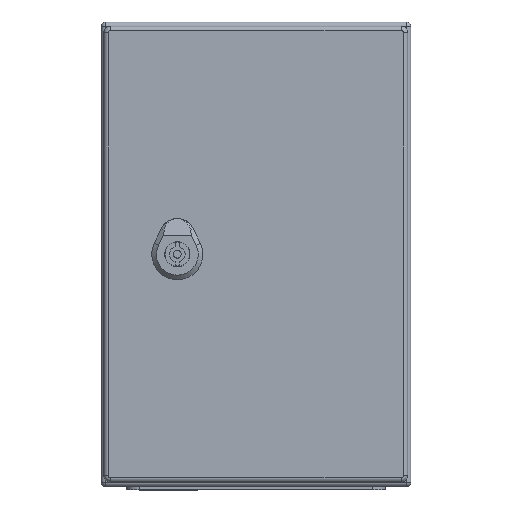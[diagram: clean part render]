
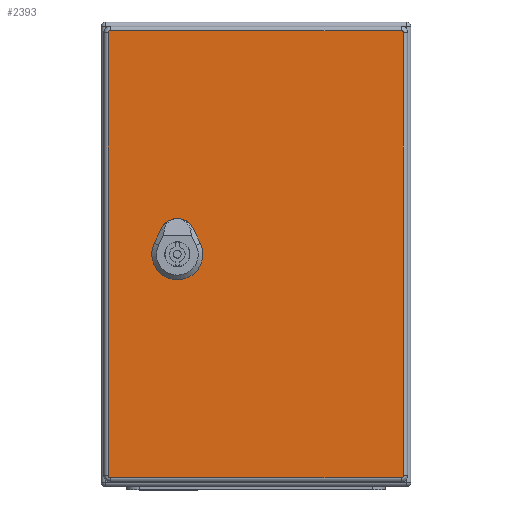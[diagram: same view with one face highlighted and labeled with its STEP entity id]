
A CAD part, top view. The second image highlights one B-rep face of the part: STEP entity #2393.
In plain terms, the highlighted face is planar.
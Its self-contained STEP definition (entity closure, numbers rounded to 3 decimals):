
#1447=FACE_BOUND('',#3580,.T.);
#1448=FACE_BOUND('',#3581,.T.);
#1974=CIRCLE('',#9725,11.25);
#1975=CIRCLE('',#9726,11.25);
#1976=CIRCLE('',#9727,11.25);
#1977=CIRCLE('',#9728,11.25);
#1978=CIRCLE('',#9729,1.4);
#1979=CIRCLE('',#9730,1.4);
#1980=CIRCLE('',#9731,1.4);
#1981=CIRCLE('',#9732,1.4);
#2393=ADVANCED_FACE('',(#1447,#1448),#2676,.F.);
#2676=PLANE('',#9733);
#3580=EDGE_LOOP('',(#5198,#5199,#5200,#5201,#5202,#5203,#5204,#5205));
#3581=EDGE_LOOP('',(#5206,#5207,#5208,#5209,#5210,#5211,#5212,#5213));
#5198=ORIENTED_EDGE('',*,*,#7489,.T.);
#5199=ORIENTED_EDGE('',*,*,#7490,.T.);
#5200=ORIENTED_EDGE('',*,*,#7491,.T.);
#5201=ORIENTED_EDGE('',*,*,#7492,.T.);
#5202=ORIENTED_EDGE('',*,*,#7493,.T.);
#5203=ORIENTED_EDGE('',*,*,#7494,.T.);
#5204=ORIENTED_EDGE('',*,*,#7495,.T.);
#5205=ORIENTED_EDGE('',*,*,#7496,.T.);
#5206=ORIENTED_EDGE('',*,*,#7497,.F.);
#5207=ORIENTED_EDGE('',*,*,#7498,.F.);
#5208=ORIENTED_EDGE('',*,*,#7499,.F.);
#5209=ORIENTED_EDGE('',*,*,#7500,.F.);
#5210=ORIENTED_EDGE('',*,*,#7501,.F.);
#5211=ORIENTED_EDGE('',*,*,#7502,.F.);
#5212=ORIENTED_EDGE('',*,*,#7503,.F.);
#5213=ORIENTED_EDGE('',*,*,#7504,.F.);
#6510=VERTEX_POINT('',#14452);
#6511=VERTEX_POINT('',#14453);
#6512=VERTEX_POINT('',#14455);
#6513=VERTEX_POINT('',#14457);
#6514=VERTEX_POINT('',#14459);
#6515=VERTEX_POINT('',#14461);
#6516=VERTEX_POINT('',#14463);
#6517=VERTEX_POINT('',#14465);
#6518=VERTEX_POINT('',#14468);
#6519=VERTEX_POINT('',#14469);
#6520=VERTEX_POINT('',#14471);
#6521=VERTEX_POINT('',#14473);
#6522=VERTEX_POINT('',#14475);
#6523=VERTEX_POINT('',#14477);
#6524=VERTEX_POINT('',#14479);
#6525=VERTEX_POINT('',#14481);
#7489=EDGE_CURVE('',#6510,#6511,#8262,.T.);
#7490=EDGE_CURVE('',#6511,#6512,#1974,.T.);
#7491=EDGE_CURVE('',#6512,#6513,#8263,.T.);
#7492=EDGE_CURVE('',#6513,#6514,#1975,.T.);
#7493=EDGE_CURVE('',#6514,#6515,#8264,.T.);
#7494=EDGE_CURVE('',#6515,#6516,#1976,.T.);
#7495=EDGE_CURVE('',#6516,#6517,#8265,.T.);
#7496=EDGE_CURVE('',#6517,#6510,#1977,.T.);
#7497=EDGE_CURVE('',#6518,#6519,#1978,.T.);
#7498=EDGE_CURVE('',#6520,#6518,#8266,.T.);
#7499=EDGE_CURVE('',#6521,#6520,#1979,.T.);
#7500=EDGE_CURVE('',#6522,#6521,#8267,.T.);
#7501=EDGE_CURVE('',#6523,#6522,#1980,.T.);
#7502=EDGE_CURVE('',#6524,#6523,#8268,.T.);
#7503=EDGE_CURVE('',#6525,#6524,#1981,.T.);
#7504=EDGE_CURVE('',#6519,#6525,#8269,.T.);
#8262=LINE('',#14451,#8899);
#8263=LINE('',#14456,#8900);
#8264=LINE('',#14460,#8901);
#8265=LINE('',#14464,#8902);
#8266=LINE('',#14470,#8903);
#8267=LINE('',#14474,#8904);
#8268=LINE('',#14478,#8905);
#8269=LINE('',#14482,#8906);
#8899=VECTOR('',#11656,1.);
#8900=VECTOR('',#11659,1.);
#8901=VECTOR('',#11662,1.);
#8902=VECTOR('',#11665,1.);
#8903=VECTOR('',#11670,1.);
#8904=VECTOR('',#11673,1.);
#8905=VECTOR('',#11676,1.);
#8906=VECTOR('',#11679,1.);
#9725=AXIS2_PLACEMENT_3D('',#14454,#11657,#11658);
#9726=AXIS2_PLACEMENT_3D('',#14458,#11660,#11661);
#9727=AXIS2_PLACEMENT_3D('',#14462,#11663,#11664);
#9728=AXIS2_PLACEMENT_3D('',#14466,#11666,#11667);
#9729=AXIS2_PLACEMENT_3D('',#14467,#11668,#11669);
#9730=AXIS2_PLACEMENT_3D('',#14472,#11671,#11672);
#9731=AXIS2_PLACEMENT_3D('',#14476,#11674,#11675);
#9732=AXIS2_PLACEMENT_3D('',#14480,#11677,#11678);
#9733=AXIS2_PLACEMENT_3D('',#14483,#11680,#11681);
#11656=DIRECTION('',(-1.,0.,0.));
#11657=DIRECTION('',(0.,0.,1.));
#11658=DIRECTION('',(1.,0.,0.));
#11659=DIRECTION('',(0.,-1.,0.));
#11660=DIRECTION('',(0.,0.,1.));
#11661=DIRECTION('',(1.,0.,0.));
#11662=DIRECTION('',(1.,0.,0.));
#11663=DIRECTION('',(0.,0.,1.));
#11664=DIRECTION('',(1.,0.,0.));
#11665=DIRECTION('',(0.,1.,0.));
#11666=DIRECTION('',(0.,0.,1.));
#11667=DIRECTION('',(1.,0.,0.));
#11668=DIRECTION('',(0.,0.,1.));
#11669=DIRECTION('',(1.,0.,0.));
#11670=DIRECTION('',(0.,-1.,0.));
#11671=DIRECTION('',(0.,0.,1.));
#11672=DIRECTION('',(1.,0.,0.));
#11673=DIRECTION('',(-1.,0.,0.));
#11674=DIRECTION('',(0.,0.,1.));
#11675=DIRECTION('',(1.,0.,0.));
#11676=DIRECTION('',(0.,1.,0.));
#11677=DIRECTION('',(0.,0.,1.));
#11678=DIRECTION('',(1.,0.,0.));
#11679=DIRECTION('',(1.,0.,0.));
#11680=DIRECTION('',(0.,0.,1.));
#11681=DIRECTION('',(1.,0.,0.));
#14451=CARTESIAN_POINT('',(-93.95,10.2,0.));
#14452=CARTESIAN_POINT('',(55.396,10.2,0.));
#14453=CARTESIAN_POINT('',(45.904,10.2,0.));
#14454=CARTESIAN_POINT('',(50.65,0.,0.));
#14455=CARTESIAN_POINT('',(40.45,4.746,0.));
#14456=CARTESIAN_POINT('',(40.45,143.,0.));
#14457=CARTESIAN_POINT('',(40.45,-4.746,0.));
#14458=CARTESIAN_POINT('',(50.65,0.,0.));
#14459=CARTESIAN_POINT('',(45.904,-10.2,0.));
#14460=CARTESIAN_POINT('',(-93.95,-10.2,0.));
#14461=CARTESIAN_POINT('',(55.396,-10.2,0.));
#14462=CARTESIAN_POINT('',(50.65,0.,0.));
#14463=CARTESIAN_POINT('',(60.85,-4.746,0.));
#14464=CARTESIAN_POINT('',(60.85,143.,0.));
#14465=CARTESIAN_POINT('',(60.85,4.746,0.));
#14466=CARTESIAN_POINT('',(50.65,0.,0.));
#14467=CARTESIAN_POINT('',(-93.95,-143.,0.));
#14468=CARTESIAN_POINT('',(-95.35,-143.,0.));
#14469=CARTESIAN_POINT('',(-93.95,-144.4,0.));
#14470=CARTESIAN_POINT('',(-95.35,143.,0.));
#14471=CARTESIAN_POINT('',(-95.35,143.,0.));
#14472=CARTESIAN_POINT('',(-93.95,143.,0.));
#14473=CARTESIAN_POINT('',(-93.95,144.4,0.));
#14474=CARTESIAN_POINT('',(93.95,144.4,0.));
#14475=CARTESIAN_POINT('',(93.95,144.4,0.));
#14476=CARTESIAN_POINT('',(93.95,143.,0.));
#14477=CARTESIAN_POINT('',(95.35,143.,0.));
#14478=CARTESIAN_POINT('',(95.35,-143.,0.));
#14479=CARTESIAN_POINT('',(95.35,-143.,0.));
#14480=CARTESIAN_POINT('',(93.95,-143.,0.));
#14481=CARTESIAN_POINT('',(93.95,-144.4,0.));
#14482=CARTESIAN_POINT('',(-93.95,-144.4,0.));
#14483=CARTESIAN_POINT('',(-93.95,143.,0.));
